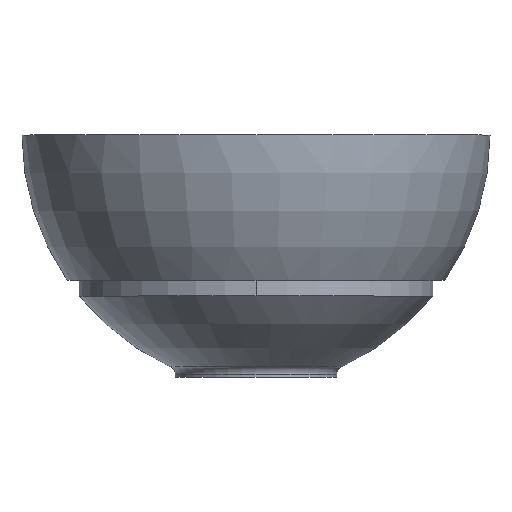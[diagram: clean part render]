
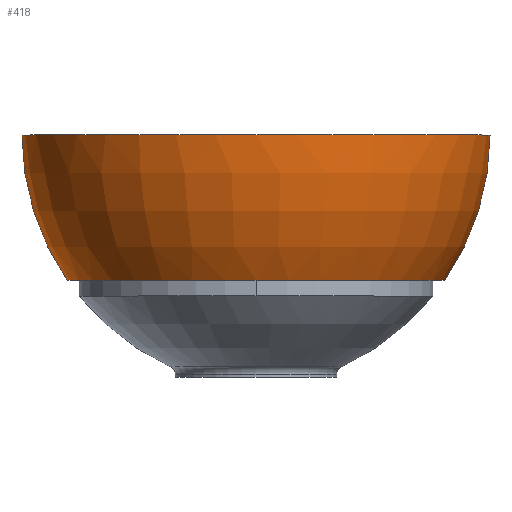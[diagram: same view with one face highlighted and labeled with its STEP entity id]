
A CAD part, top view. The second image highlights one B-rep face of the part: STEP entity #418.
In plain terms, the highlighted toroidal (fillet/blend) face has major radius 13.158 mm and minor radius 158.158 mm.
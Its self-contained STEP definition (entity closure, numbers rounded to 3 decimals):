
#2 = AXIS2_PLACEMENT_3D ( 'NONE', #405, #212, #260 ) ;
#55 = EDGE_CURVE ( 'NONE', #246, #186, #451, .T. ) ;
#68 = CARTESIAN_POINT ( 'NONE',  ( -145., 150., 0. ) ) ;
#130 = VERTEX_POINT ( 'NONE', #514 ) ;
#139 = DIRECTION ( 'NONE',  ( -1., 0., 0. ) ) ;
#159 = CIRCLE ( 'NONE', #442, 158.158 ) ;
#177 = DIRECTION ( 'NONE',  ( 0., 0., 1. ) ) ;
#183 = ORIENTED_EDGE ( 'NONE', *, *, #55, .F. ) ;
#186 = VERTEX_POINT ( 'NONE', #541 ) ;
#212 = DIRECTION ( 'NONE',  ( 0., 0., 1. ) ) ;
#213 = CARTESIAN_POINT ( 'NONE',  ( 13.158, 150., 0. ) ) ;
#223 = ORIENTED_EDGE ( 'NONE', *, *, #539, .F. ) ;
#225 = ORIENTED_EDGE ( 'NONE', *, *, #414, .T. ) ;
#246 = VERTEX_POINT ( 'NONE', #68 ) ;
#247 = AXIS2_PLACEMENT_3D ( 'NONE', #547, #308, #177 ) ;
#249 = VERTEX_POINT ( 'NONE', #257 ) ;
#257 = CARTESIAN_POINT ( 'NONE',  ( -116.896, 60., 0. ) ) ;
#260 = DIRECTION ( 'NONE',  ( 1., 0., 0. ) ) ;
#308 = DIRECTION ( 'NONE',  ( 0., -1., 0. ) ) ;
#322 = DIRECTION ( 'NONE',  ( -1., 0., 0. ) ) ;
#354 = AXIS2_PLACEMENT_3D ( 'NONE', #393, #535, #139 ) ;
#358 = TOROIDAL_SURFACE ( 'NONE', #434, -13.158, 158.158 ) ;
#370 = EDGE_LOOP ( 'NONE', ( #223, #225, #183, #590 ) ) ;
#393 = CARTESIAN_POINT ( 'NONE',  ( 0., 150., 0. ) ) ;
#405 = CARTESIAN_POINT ( 'NONE',  ( -13.158, 150., 0. ) ) ;
#407 = DIRECTION ( 'NONE',  ( 0., 0., -1. ) ) ;
#414 = EDGE_CURVE ( 'NONE', #130, #186, #506, .T. ) ;
#418 = ADVANCED_FACE ( 'NONE', ( #446 ), #358, .T. ) ;
#434 = AXIS2_PLACEMENT_3D ( 'NONE', #557, #505, #592 ) ;
#437 = EDGE_CURVE ( 'NONE', #249, #246, #159, .T. ) ;
#442 = AXIS2_PLACEMENT_3D ( 'NONE', #213, #407, #322 ) ;
#446 = FACE_OUTER_BOUND ( 'NONE', #370, .T. ) ;
#451 = CIRCLE ( 'NONE', #354, 145. ) ;
#505 = DIRECTION ( 'NONE',  ( 0., 1., 0. ) ) ;
#506 = CIRCLE ( 'NONE', #2, 158.158 ) ;
#514 = CARTESIAN_POINT ( 'NONE',  ( 116.896, 60., 0. ) ) ;
#535 = DIRECTION ( 'NONE',  ( 0., 1., 0. ) ) ;
#539 = EDGE_CURVE ( 'NONE', #130, #249, #593, .T. ) ;
#541 = CARTESIAN_POINT ( 'NONE',  ( 145., 150., 0. ) ) ;
#547 = CARTESIAN_POINT ( 'NONE',  ( 0., 60., 0. ) ) ;
#557 = CARTESIAN_POINT ( 'NONE',  ( 0., 150., 0. ) ) ;
#590 = ORIENTED_EDGE ( 'NONE', *, *, #437, .F. ) ;
#592 = DIRECTION ( 'NONE',  ( -1., 0., 0. ) ) ;
#593 = CIRCLE ( 'NONE', #247, 116.896 ) ;
